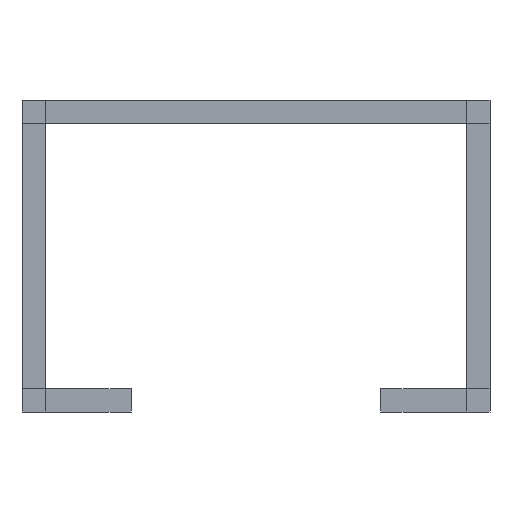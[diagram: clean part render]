
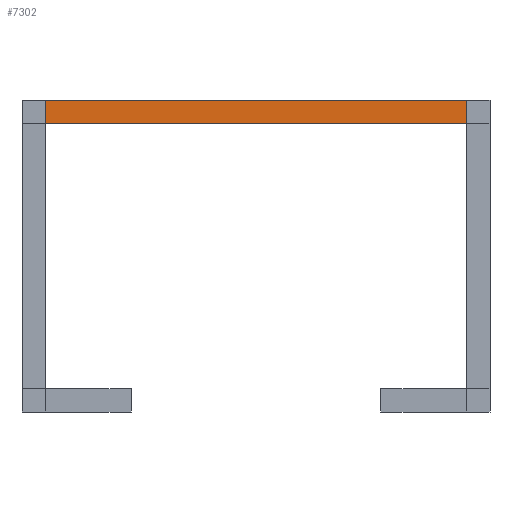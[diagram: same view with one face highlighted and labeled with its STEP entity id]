
A CAD part, front view. The second image highlights one B-rep face of the part: STEP entity #7302.
In plain terms, the highlighted planar face has unit normal (0, -1, 0).
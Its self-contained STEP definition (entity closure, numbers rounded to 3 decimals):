
#201 = DIRECTION ( 'NONE',  ( 1., 0., 0. ) ) ;
#444 = VERTEX_POINT ( 'NONE', #5712 ) ;
#556 = CARTESIAN_POINT ( 'NONE',  ( -13.5, -2500., -1.5 ) ) ;
#1077 = DIRECTION ( 'NONE',  ( 0., 0., 1. ) ) ;
#1474 = LINE ( 'NONE', #9690, #11375 ) ;
#1851 = VERTEX_POINT ( 'NONE', #10579 ) ;
#2389 = EDGE_LOOP ( 'NONE', ( #2422, #10412, #11630, #6456 ) ) ;
#2422 = ORIENTED_EDGE ( 'NONE', *, *, #7545, .F. ) ;
#2556 = DIRECTION ( 'NONE',  ( 1., 0., 0. ) ) ;
#2616 = EDGE_CURVE ( 'NONE', #1851, #3899, #7738, .T. ) ;
#3481 = DIRECTION ( 'NONE',  ( 0., -1., 0. ) ) ;
#3668 = VECTOR ( 'NONE', #2556, 1000. ) ;
#3736 = CARTESIAN_POINT ( 'NONE',  ( -13.5, -2500., -1.5 ) ) ;
#3899 = VERTEX_POINT ( 'NONE', #11864 ) ;
#4834 = CARTESIAN_POINT ( 'NONE',  ( -13.5, -2500., -1.5 ) ) ;
#5201 = EDGE_CURVE ( 'NONE', #444, #3899, #1474, .T. ) ;
#5712 = CARTESIAN_POINT ( 'NONE',  ( 13.5, -2500., -1.5 ) ) ;
#6456 = ORIENTED_EDGE ( 'NONE', *, *, #2616, .F. ) ;
#6676 = DIRECTION ( 'NONE',  ( 0., 0., 1. ) ) ;
#7122 = AXIS2_PLACEMENT_3D ( 'NONE', #556, #3481, #10187 ) ;
#7302 = ADVANCED_FACE ( 'NONE', ( #11837 ), #7334, .T. ) ;
#7334 = PLANE ( 'NONE',  #7122 ) ;
#7377 = CARTESIAN_POINT ( 'NONE',  ( -15., -2500., -1.5 ) ) ;
#7545 = EDGE_CURVE ( 'NONE', #8160, #1851, #9185, .T. ) ;
#7738 = LINE ( 'NONE', #7969, #12471 ) ;
#7969 = CARTESIAN_POINT ( 'NONE',  ( -15., -2500., 0. ) ) ;
#8160 = VERTEX_POINT ( 'NONE', #4834 ) ;
#8601 = VECTOR ( 'NONE', #6676, 1000. ) ;
#9185 = LINE ( 'NONE', #3736, #8601 ) ;
#9690 = CARTESIAN_POINT ( 'NONE',  ( 13.5, -2500., -1.5 ) ) ;
#10187 = DIRECTION ( 'NONE',  ( 0., 0., -1. ) ) ;
#10412 = ORIENTED_EDGE ( 'NONE', *, *, #11281, .T. ) ;
#10579 = CARTESIAN_POINT ( 'NONE',  ( -13.5, -2500., 0. ) ) ;
#11281 = EDGE_CURVE ( 'NONE', #8160, #444, #11298, .T. ) ;
#11298 = LINE ( 'NONE', #7377, #3668 ) ;
#11375 = VECTOR ( 'NONE', #1077, 1000. ) ;
#11630 = ORIENTED_EDGE ( 'NONE', *, *, #5201, .T. ) ;
#11837 = FACE_OUTER_BOUND ( 'NONE', #2389, .T. ) ;
#11864 = CARTESIAN_POINT ( 'NONE',  ( 13.5, -2500., 0. ) ) ;
#12471 = VECTOR ( 'NONE', #201, 1000. ) ;
